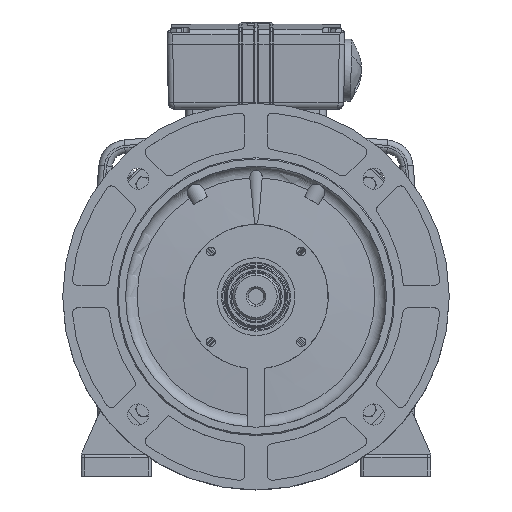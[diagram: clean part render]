
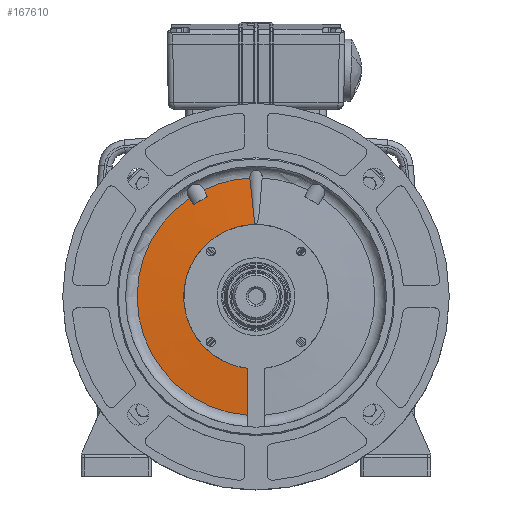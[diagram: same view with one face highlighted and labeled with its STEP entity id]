
A CAD part, top view. The second image highlights one B-rep face of the part: STEP entity #167610.
In plain terms, the highlighted conical face has half-angle 87 degrees and reference radius 85.988 mm.
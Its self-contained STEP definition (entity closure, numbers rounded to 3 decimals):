
#33693=CARTESIAN_POINT('',(22.861,-44.325,
168.789));
#33694=DIRECTION('',(0.,0.,-1.));
#33695=DIRECTION('',(-0.437,0.899,0.));
#33696=AXIS2_PLACEMENT_3D('',#33693,#33694,#33695);
#33698=CARTESIAN_POINT('',(22.861,-44.325,
168.789));
#33699=DIRECTION('',(0.,0.,1.));
#33700=DIRECTION('',(-0.56,0.828,0.));
#33701=AXIS2_PLACEMENT_3D('',#33698,#33699,#33700);
#33708=CARTESIAN_POINT('',(-20.748,45.967,
169.14));
#33709=CARTESIAN_POINT('',(-22.168,45.147,
169.147));
#33710=CARTESIAN_POINT('',(-25.009,43.507,
169.155));
#33711=CARTESIAN_POINT('',(-29.27,41.047,
169.155));
#33712=CARTESIAN_POINT('',(-32.11,39.407,
169.147));
#33713=CARTESIAN_POINT('',(-33.53,38.587,
169.14));
#33715=CARTESIAN_POINT('',(22.861,-44.325,
170.989));
#33716=DIRECTION('',(0.,0.,1.));
#33717=DIRECTION('',(0.,1.,0.));
#33718=AXIS2_PLACEMENT_3D('',#33715,#33716,#33717);
#33803=CARTESIAN_POINT('',(22.861,20.675,170.989));
#33842=CARTESIAN_POINT('',(17.351,62.509,168.789));
#33843=CARTESIAN_POINT('',(17.418,61.302,168.852));
#33844=CARTESIAN_POINT('',(17.55,58.982,168.974));
#33845=CARTESIAN_POINT('',(17.745,55.797,169.141));
#33846=CARTESIAN_POINT('',(17.936,52.877,169.295));
#33847=CARTESIAN_POINT('',(18.121,50.204,169.435));
#33848=CARTESIAN_POINT('',(18.301,47.756,169.564));
#33849=CARTESIAN_POINT('',(18.476,45.513,169.681));
#33850=CARTESIAN_POINT('',(18.646,43.453,169.79));
#33851=CARTESIAN_POINT('',(18.812,41.556,169.89));
#33852=CARTESIAN_POINT('',(18.974,39.798,169.982));
#33853=CARTESIAN_POINT('',(19.132,38.172,170.068));
#33854=CARTESIAN_POINT('',(19.286,36.671,170.147));
#33855=CARTESIAN_POINT('',(19.436,35.288,170.219));
#33856=CARTESIAN_POINT('',(19.58,34.016,170.286));
#33857=CARTESIAN_POINT('',(19.721,32.847,170.348));
#33858=CARTESIAN_POINT('',(19.857,31.775,170.404));
#33859=CARTESIAN_POINT('',(19.988,30.792,170.456));
#33860=CARTESIAN_POINT('',(20.115,29.891,170.503));
#33861=CARTESIAN_POINT('',(20.237,29.065,170.547));
#33862=CARTESIAN_POINT('',(20.355,28.308,170.587));
#33863=CARTESIAN_POINT('',(20.469,27.611,170.623));
#33864=CARTESIAN_POINT('',(20.58,26.968,170.657));
#33865=CARTESIAN_POINT('',(20.688,26.373,170.689));
#33866=CARTESIAN_POINT('',(20.795,25.817,170.718));
#33867=CARTESIAN_POINT('',(20.901,25.294,170.745));
#33868=CARTESIAN_POINT('',(21.008,24.797,170.772));
#33869=CARTESIAN_POINT('',(21.117,24.319,170.797));
#33870=CARTESIAN_POINT('',(21.23,23.853,170.821));
#33871=CARTESIAN_POINT('',(21.352,23.393,170.846));
#33872=CARTESIAN_POINT('',(21.484,22.932,170.87));
#33873=CARTESIAN_POINT('',(21.631,22.462,170.894));
#33874=CARTESIAN_POINT('',(21.805,21.983,170.92));
#33875=CARTESIAN_POINT('',(22.007,21.525,170.944));
#33876=CARTESIAN_POINT('',(22.238,21.111,170.966));
#33877=CARTESIAN_POINT('',(22.509,20.786,170.983));
#33878=CARTESIAN_POINT('',(22.735,20.675,170.989));
#33879=CARTESIAN_POINT('',(22.861,20.675,170.989));
#33951=CARTESIAN_POINT('',(14.861,-108.831,
170.989));
#33952=CARTESIAN_POINT('',(14.861,-113.628,
170.74));
#33953=CARTESIAN_POINT('',(14.884,-123.148,
170.244));
#33954=CARTESIAN_POINT('',(14.987,-137.213,
169.51));
#33955=CARTESIAN_POINT('',(15.101,-146.445,
169.028));
#33956=CARTESIAN_POINT('',(15.169,-151.025,
168.789));
#38198=CARTESIAN_POINT('',(-20.748,45.967,
169.14));
#38199=CARTESIAN_POINT('',(-21.095,46.623,
169.102));
#38200=CARTESIAN_POINT('',(-21.792,47.936,
169.024));
#38201=CARTESIAN_POINT('',(-22.842,49.911,
168.907));
#38202=CARTESIAN_POINT('',(-23.546,51.23,
168.828));
#38203=CARTESIAN_POINT('',(-23.899,51.891,
168.789));
#38205=CARTESIAN_POINT('',(-37.085,44.278,
168.789));
#38206=CARTESIAN_POINT('',(-36.689,43.642,
168.828));
#38207=CARTESIAN_POINT('',(-35.899,42.373,
168.907));
#38208=CARTESIAN_POINT('',(-34.714,40.476,
169.024));
#38209=CARTESIAN_POINT('',(-33.925,39.216,
169.102));
#38210=CARTESIAN_POINT('',(-33.53,38.587,
169.14));
#38212=CARTESIAN_POINT('',(-23.899,51.891,
168.789));
#38226=CARTESIAN_POINT('',(-37.085,44.278,
168.789));
#84167=CARTESIAN_POINT('',(14.861,-108.831,
170.989));
#84168=VERTEX_POINT('',#84167);
#84665=VERTEX_POINT('',#33956);
#84732=VERTEX_POINT('',#38212);
#84733=VERTEX_POINT('',#38226);
#84734=CARTESIAN_POINT('',(17.351,62.509,168.789));
#84735=VERTEX_POINT('',#84734);
#84948=CARTESIAN_POINT('',(-20.748,45.967,
169.14));
#84949=CARTESIAN_POINT('',(-33.53,38.587,
169.14));
#84950=VERTEX_POINT('',#84948);
#84951=VERTEX_POINT('',#84949);
#85119=VERTEX_POINT('',#33803);
#167589=CARTESIAN_POINT('',(22.861,-44.325,
169.889));
#167590=DIRECTION('',(0.,0.,-1.));
#167591=DIRECTION('',(-1.,0.,0.));
#167592=AXIS2_PLACEMENT_3D('',#167589,#167590,#167591);
#167593=CONICAL_SURFACE('',#167592,85.988,87.);
#167594=ORIENTED_EDGE('',*,*,#167579,.F.);
#167596=ORIENTED_EDGE('',*,*,#167595,.T.);
#167598=ORIENTED_EDGE('',*,*,#167597,.F.);
#167600=ORIENTED_EDGE('',*,*,#167599,.T.);
#167601=ORIENTED_EDGE('',*,*,#167575,.T.);
#167603=ORIENTED_EDGE('',*,*,#167602,.T.);
#167605=ORIENTED_EDGE('',*,*,#167604,.T.);
#167607=ORIENTED_EDGE('',*,*,#167606,.T.);
#167608=EDGE_LOOP('',(#167594,#167596,#167598,#167600,#167601,#167603,#167605,
#167607));
#167609=FACE_OUTER_BOUND('',#167608,.F.);
#167610=ADVANCED_FACE('',(#167609),#167593,.T.);
#33697=CIRCLE('',#33696,106.977);
#33702=CIRCLE('',#33701,106.977);
#33714=B_SPLINE_CURVE_WITH_KNOTS('',3,(#33708,#33709,#33710,#33711,#33712,
#33713),.UNSPECIFIED.,.F.,.F.,(4,1,1,4),(0.,0.333,
0.667,1.),.UNSPECIFIED.);
#33719=CIRCLE('',#33718,65.);
#33880=B_SPLINE_CURVE_WITH_KNOTS('',3,(#33842,#33843,#33844,#33845,#33846,
#33847,#33848,#33849,#33850,#33851,#33852,#33853,#33854,#33855,#33856,#33857,
#33858,#33859,#33860,#33861,#33862,#33863,#33864,#33865,#33866,#33867,#33868,
#33869,#33870,#33871,#33872,#33873,#33874,#33875,#33876,#33877,#33878,#33879),
.UNSPECIFIED.,.F.,.F.,(4,1,1,1,1,1,1,1,1,1,1,1,1,1,1,1,1,1,1,1,1,1,1,1,1,1,1,1,
1,1,1,1,1,1,1,4),(0.,0.029,0.057,0.086,
0.114,0.143,0.171,0.2,0.229,
0.257,0.286,0.314,0.343,
0.371,0.4,0.429,0.457,0.486,
0.514,0.543,0.571,0.6,0.629,
0.657,0.686,0.714,0.743,
0.771,0.8,0.829,0.857,0.886,
0.914,0.943,0.971,1.),.UNSPECIFIED.);
#33957=B_SPLINE_CURVE_WITH_KNOTS('',3,(#33951,#33952,#33953,#33954,#33955,
#33956),.UNSPECIFIED.,.F.,.F.,(4,1,1,4),(0.,0.333,
0.667,1.),.UNSPECIFIED.);
#38204=B_SPLINE_CURVE_WITH_KNOTS('',3,(#38198,#38199,#38200,#38201,#38202,
#38203),.UNSPECIFIED.,.F.,.F.,(4,1,1,4),(0.,0.333,
0.667,1.),.UNSPECIFIED.);
#38211=B_SPLINE_CURVE_WITH_KNOTS('',3,(#38205,#38206,#38207,#38208,#38209,
#38210),.UNSPECIFIED.,.F.,.F.,(4,1,1,4),(0.,0.333,
0.667,1.),.UNSPECIFIED.);
#167575=EDGE_CURVE('',#84732,#84735,#33697,.T.);
#167579=EDGE_CURVE('',#84733,#84665,#33702,.T.);
#167595=EDGE_CURVE('',#84733,#84951,#38211,.T.);
#167597=EDGE_CURVE('',#84950,#84951,#33714,.T.);
#167599=EDGE_CURVE('',#84950,#84732,#38204,.T.);
#167602=EDGE_CURVE('',#84735,#85119,#33880,.T.);
#167604=EDGE_CURVE('',#85119,#84168,#33719,.T.);
#167606=EDGE_CURVE('',#84168,#84665,#33957,.T.);
